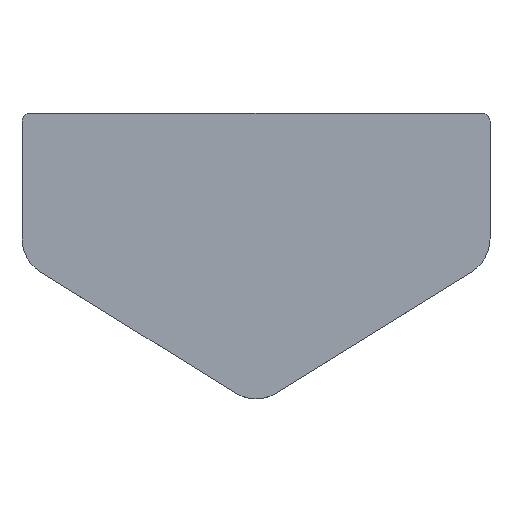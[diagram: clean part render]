
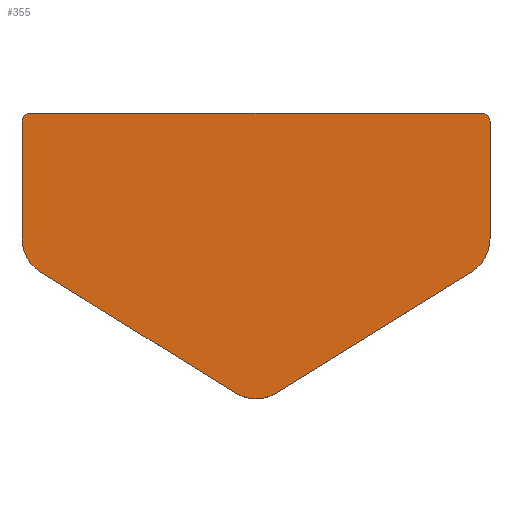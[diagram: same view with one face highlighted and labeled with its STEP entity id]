
A CAD part, top view. The second image highlights one B-rep face of the part: STEP entity #355.
In plain terms, the highlighted planar face has unit normal (0, 0, 1).
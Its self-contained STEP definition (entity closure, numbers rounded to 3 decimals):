
#24 = VERTEX_POINT('',#25);
#25 = CARTESIAN_POINT('',(-5.271,3.269,1.5));
#31 = EDGE_CURVE('',#24,#32,#34,.T.);
#32 = VERTEX_POINT('',#33);
#33 = CARTESIAN_POINT('',(5.271,3.269,1.5));
#34 = CIRCLE('',#35,10.);
#35 = AXIS2_PLACEMENT_3D('',#36,#37,#38);
#36 = CARTESIAN_POINT('',(0.,11.767,1.5));
#37 = DIRECTION('',(0.,0.,1.));
#38 = DIRECTION('',(1.,0.,0.));
#64 = EDGE_CURVE('',#32,#65,#67,.T.);
#65 = VERTEX_POINT('',#66);
#66 = CARTESIAN_POINT('',(55.271,34.281,1.5));
#67 = LINE('',#68,#69);
#68 = CARTESIAN_POINT('',(5.271,3.269,1.5));
#69 = VECTOR('',#70,1.);
#70 = DIRECTION('',(0.85,0.527,0.));
#95 = EDGE_CURVE('',#65,#96,#98,.T.);
#96 = VERTEX_POINT('',#97);
#97 = CARTESIAN_POINT('',(60.,42.779,1.5));
#98 = CIRCLE('',#99,10.);
#99 = AXIS2_PLACEMENT_3D('',#100,#101,#102);
#100 = CARTESIAN_POINT('',(50.,42.779,1.5));
#101 = DIRECTION('',(0.,0.,1.));
#102 = DIRECTION('',(1.,0.,0.));
#130 = VERTEX_POINT('',#131);
#131 = CARTESIAN_POINT('',(60.,73.,1.5));
#137 = EDGE_CURVE('',#130,#96,#138,.T.);
#138 = LINE('',#139,#140);
#139 = CARTESIAN_POINT('',(60.,73.,1.5));
#140 = VECTOR('',#141,1.);
#141 = DIRECTION('',(0.,-1.,0.));
#159 = EDGE_CURVE('',#130,#160,#162,.T.);
#160 = VERTEX_POINT('',#161);
#161 = CARTESIAN_POINT('',(58.,75.,1.5));
#162 = CIRCLE('',#163,2.);
#163 = AXIS2_PLACEMENT_3D('',#164,#165,#166);
#164 = CARTESIAN_POINT('',(58.,73.,1.5));
#165 = DIRECTION('',(0.,0.,1.));
#166 = DIRECTION('',(1.,0.,0.));
#194 = VERTEX_POINT('',#195);
#195 = CARTESIAN_POINT('',(-58.,75.,1.5));
#201 = EDGE_CURVE('',#194,#160,#202,.T.);
#202 = LINE('',#203,#204);
#203 = CARTESIAN_POINT('',(-58.,75.,1.5));
#204 = VECTOR('',#205,1.);
#205 = DIRECTION('',(1.,0.,0.));
#223 = EDGE_CURVE('',#194,#224,#226,.T.);
#224 = VERTEX_POINT('',#225);
#225 = CARTESIAN_POINT('',(-60.,73.,1.5));
#226 = CIRCLE('',#227,2.);
#227 = AXIS2_PLACEMENT_3D('',#228,#229,#230);
#228 = CARTESIAN_POINT('',(-58.,73.,1.5));
#229 = DIRECTION('',(0.,0.,1.));
#230 = DIRECTION('',(1.,0.,0.));
#258 = VERTEX_POINT('',#259);
#259 = CARTESIAN_POINT('',(-60.,42.779,1.5));
#265 = EDGE_CURVE('',#258,#224,#266,.T.);
#266 = LINE('',#267,#268);
#267 = CARTESIAN_POINT('',(-60.,42.779,1.5));
#268 = VECTOR('',#269,1.);
#269 = DIRECTION('',(0.,1.,0.));
#287 = EDGE_CURVE('',#258,#288,#290,.T.);
#288 = VERTEX_POINT('',#289);
#289 = CARTESIAN_POINT('',(-55.271,34.281,1.5));
#290 = CIRCLE('',#291,10.);
#291 = AXIS2_PLACEMENT_3D('',#292,#293,#294);
#292 = CARTESIAN_POINT('',(-50.,42.779,1.5));
#293 = DIRECTION('',(0.,0.,1.));
#294 = DIRECTION('',(1.,0.,0.));
#320 = EDGE_CURVE('',#24,#288,#321,.T.);
#321 = LINE('',#322,#323);
#322 = CARTESIAN_POINT('',(-5.271,3.269,1.5));
#323 = VECTOR('',#324,1.);
#324 = DIRECTION('',(-0.85,0.527,0.));
#355 = ADVANCED_FACE('',(#356),#368,.T.);
#356 = FACE_BOUND('',#357,.T.);
#357 = EDGE_LOOP('',(#358,#359,#360,#361,#362,#363,#364,#365,#366,#367)
  );
#358 = ORIENTED_EDGE('',*,*,#31,.T.);
#359 = ORIENTED_EDGE('',*,*,#64,.T.);
#360 = ORIENTED_EDGE('',*,*,#95,.T.);
#361 = ORIENTED_EDGE('',*,*,#137,.F.);
#362 = ORIENTED_EDGE('',*,*,#159,.T.);
#363 = ORIENTED_EDGE('',*,*,#201,.F.);
#364 = ORIENTED_EDGE('',*,*,#223,.T.);
#365 = ORIENTED_EDGE('',*,*,#265,.F.);
#366 = ORIENTED_EDGE('',*,*,#287,.T.);
#367 = ORIENTED_EDGE('',*,*,#320,.F.);
#368 = PLANE('',#369);
#369 = AXIS2_PLACEMENT_3D('',#370,#371,#372);
#370 = CARTESIAN_POINT('',(0.,47.25,1.5));
#371 = DIRECTION('',(0.,0.,1.));
#372 = DIRECTION('',(1.,0.,0.));
